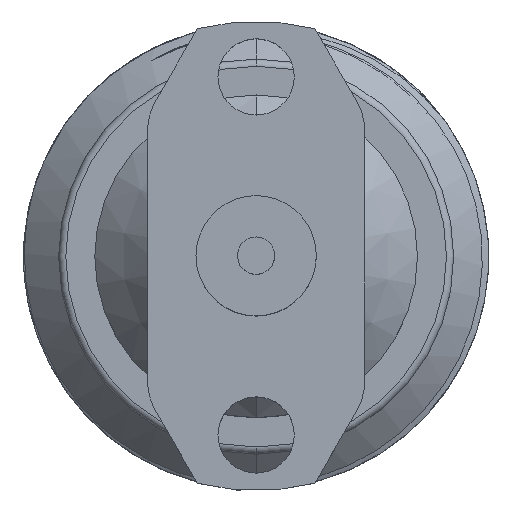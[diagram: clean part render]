
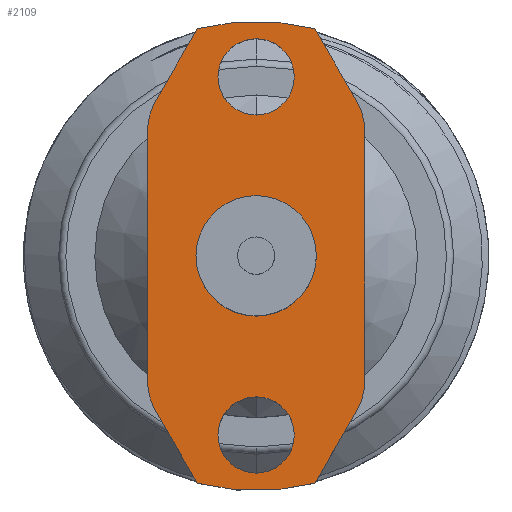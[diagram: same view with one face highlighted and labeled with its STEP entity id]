
A CAD part, top view. The second image highlights one B-rep face of the part: STEP entity #2109.
In plain terms, the highlighted planar face has unit normal (0, 0, 1).
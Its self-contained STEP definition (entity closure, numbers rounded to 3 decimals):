
#93=CARTESIAN_POINT('',(0.,6.1,1.6));
#94=DIRECTION('',(0.,0.,-1.));
#95=DIRECTION('',(1.,0.,0.));
#96=AXIS2_PLACEMENT_3D('',#93,#94,#95);
#98=CARTESIAN_POINT('',(0.,6.1,1.6));
#99=DIRECTION('',(0.,0.,-1.));
#100=DIRECTION('',(-1.,0.,0.));
#101=AXIS2_PLACEMENT_3D('',#98,#99,#100);
#103=CARTESIAN_POINT('',(0.,-6.1,1.6));
#104=DIRECTION('',(0.,0.,-1.));
#105=DIRECTION('',(1.,0.,0.));
#106=AXIS2_PLACEMENT_3D('',#103,#104,#105);
#108=CARTESIAN_POINT('',(0.,-6.1,1.6));
#109=DIRECTION('',(0.,0.,-1.));
#110=DIRECTION('',(-1.,0.,0.));
#111=AXIS2_PLACEMENT_3D('',#108,#109,#110);
#113=CARTESIAN_POINT('',(1.7,4.266,1.6));
#114=DIRECTION('',(0.,0.,1.));
#115=DIRECTION('',(1.,0.,0.));
#116=AXIS2_PLACEMENT_3D('',#113,#114,#115);
#118=DIRECTION('',(0.,1.,0.));
#119=VECTOR('',#118,8.531);
#120=CARTESIAN_POINT('',(3.7,-4.266,1.6));
#121=LINE('',#120,#119);
#122=CARTESIAN_POINT('',(1.7,-4.266,1.6));
#123=DIRECTION('',(0.,0.,1.));
#124=DIRECTION('',(0.866,-0.5,0.));
#125=AXIS2_PLACEMENT_3D('',#122,#123,#124);
#127=DIRECTION('',(0.5,0.866,0.));
#128=VECTOR('',#127,2.864);
#129=CARTESIAN_POINT('',(2.,-7.746,1.6));
#130=LINE('',#129,#128);
#131=CARTESIAN_POINT('',(0.,0.,1.6));
#132=DIRECTION('',(0.,0.,1.));
#133=DIRECTION('',(-0.25,-0.968,0.));
#134=AXIS2_PLACEMENT_3D('',#131,#132,#133);
#136=DIRECTION('',(0.5,-0.866,0.));
#137=VECTOR('',#136,2.864);
#138=CARTESIAN_POINT('',(-3.432,-5.266,1.6));
#139=LINE('',#138,#137);
#140=CARTESIAN_POINT('',(-1.7,-4.266,1.6));
#141=DIRECTION('',(0.,0.,1.));
#142=DIRECTION('',(-1.,0.,0.));
#143=AXIS2_PLACEMENT_3D('',#140,#141,#142);
#145=DIRECTION('',(0.,-1.,0.));
#146=VECTOR('',#145,8.531);
#147=CARTESIAN_POINT('',(-3.7,4.266,1.6));
#148=LINE('',#147,#146);
#149=CARTESIAN_POINT('',(-1.7,4.266,1.6));
#150=DIRECTION('',(0.,0.,1.));
#151=DIRECTION('',(-0.866,0.5,0.));
#152=AXIS2_PLACEMENT_3D('',#149,#150,#151);
#154=DIRECTION('',(-0.5,-0.866,0.));
#155=VECTOR('',#154,2.864);
#156=CARTESIAN_POINT('',(-2.,7.746,1.6));
#157=LINE('',#156,#155);
#158=CARTESIAN_POINT('',(0.,0.,1.6));
#159=DIRECTION('',(0.,0.,1.));
#160=DIRECTION('',(0.25,0.968,0.));
#161=AXIS2_PLACEMENT_3D('',#158,#159,#160);
#163=DIRECTION('',(-0.5,0.866,0.));
#164=VECTOR('',#163,2.864);
#165=CARTESIAN_POINT('',(3.432,5.266,1.6));
#166=LINE('',#165,#164);
#167=CARTESIAN_POINT('',(0.,0.,1.6));
#168=DIRECTION('',(0.,0.,1.));
#169=DIRECTION('',(0.,-1.,0.));
#170=AXIS2_PLACEMENT_3D('',#167,#168,#169);
#172=CARTESIAN_POINT('',(0.,0.,1.6));
#173=DIRECTION('',(0.,0.,1.));
#174=DIRECTION('',(0.,1.,0.));
#175=AXIS2_PLACEMENT_3D('',#172,#173,#174);
#1763=CARTESIAN_POINT('',(1.3,6.1,1.6));
#1764=CARTESIAN_POINT('',(-1.3,6.1,1.6));
#1765=VERTEX_POINT('',#1763);
#1766=VERTEX_POINT('',#1764);
#1767=CARTESIAN_POINT('',(1.3,-6.1,1.6));
#1768=CARTESIAN_POINT('',(-1.3,-6.1,1.6));
#1769=VERTEX_POINT('',#1767);
#1770=VERTEX_POINT('',#1768);
#1771=CARTESIAN_POINT('',(3.7,4.266,1.6));
#1772=CARTESIAN_POINT('',(3.432,5.266,1.6));
#1773=VERTEX_POINT('',#1771);
#1774=VERTEX_POINT('',#1772);
#1775=CARTESIAN_POINT('',(2.,7.746,1.6));
#1776=VERTEX_POINT('',#1775);
#1777=CARTESIAN_POINT('',(-2.,7.746,1.6));
#1778=VERTEX_POINT('',#1777);
#1779=CARTESIAN_POINT('',(-3.432,5.266,1.6));
#1780=VERTEX_POINT('',#1779);
#1781=CARTESIAN_POINT('',(-3.7,4.266,1.6));
#1782=VERTEX_POINT('',#1781);
#1783=CARTESIAN_POINT('',(-3.7,-4.266,1.6));
#1784=VERTEX_POINT('',#1783);
#1785=CARTESIAN_POINT('',(-3.432,-5.266,1.6));
#1786=VERTEX_POINT('',#1785);
#1787=CARTESIAN_POINT('',(-2.,-7.746,1.6));
#1788=VERTEX_POINT('',#1787);
#1789=CARTESIAN_POINT('',(2.,-7.746,1.6));
#1790=VERTEX_POINT('',#1789);
#1791=CARTESIAN_POINT('',(3.432,-5.266,1.6));
#1792=VERTEX_POINT('',#1791);
#1793=CARTESIAN_POINT('',(3.7,-4.266,1.6));
#1794=VERTEX_POINT('',#1793);
#1807=CARTESIAN_POINT('',(0.,-2.05,1.6));
#1808=CARTESIAN_POINT('',(0.,2.05,1.6));
#1809=VERTEX_POINT('',#1807);
#1810=VERTEX_POINT('',#1808);
#2062=CARTESIAN_POINT('',(0.,0.,1.6));
#2063=DIRECTION('',(0.,0.,1.));
#2064=DIRECTION('',(1.,0.,0.));
#2065=AXIS2_PLACEMENT_3D('',#2062,#2063,#2064);
#2066=PLANE('',#2065);
#2068=ORIENTED_EDGE('',*,*,#2067,.F.);
#2070=ORIENTED_EDGE('',*,*,#2069,.F.);
#2072=ORIENTED_EDGE('',*,*,#2071,.F.);
#2074=ORIENTED_EDGE('',*,*,#2073,.F.);
#2076=ORIENTED_EDGE('',*,*,#2075,.F.);
#2078=ORIENTED_EDGE('',*,*,#2077,.F.);
#2080=ORIENTED_EDGE('',*,*,#2079,.F.);
#2082=ORIENTED_EDGE('',*,*,#2081,.F.);
#2084=ORIENTED_EDGE('',*,*,#2083,.F.);
#2086=ORIENTED_EDGE('',*,*,#2085,.F.);
#2088=ORIENTED_EDGE('',*,*,#2087,.F.);
#2090=ORIENTED_EDGE('',*,*,#2089,.F.);
#2091=EDGE_LOOP('',(#2068,#2070,#2072,#2074,#2076,#2078,#2080,#2082,#2084,#2086,
#2088,#2090));
#2092=FACE_OUTER_BOUND('',#2091,.F.);
#2094=ORIENTED_EDGE('',*,*,#2093,.F.);
#2096=ORIENTED_EDGE('',*,*,#2095,.F.);
#2097=EDGE_LOOP('',(#2094,#2096));
#2098=FACE_BOUND('',#2097,.F.);
#2099=ORIENTED_EDGE('',*,*,#2042,.F.);
#2100=ORIENTED_EDGE('',*,*,#2056,.F.);
#2101=EDGE_LOOP('',(#2099,#2100));
#2102=FACE_BOUND('',#2101,.F.);
#2104=ORIENTED_EDGE('',*,*,#2103,.T.);
#2106=ORIENTED_EDGE('',*,*,#2105,.T.);
#2107=EDGE_LOOP('',(#2104,#2106));
#2108=FACE_BOUND('',#2107,.F.);
#97=CIRCLE('',#96,1.3);
#102=CIRCLE('',#101,1.3);
#107=CIRCLE('',#106,1.3);
#112=CIRCLE('',#111,1.3);
#117=CIRCLE('',#116,2.);
#126=CIRCLE('',#125,2.);
#135=CIRCLE('',#134,8.);
#144=CIRCLE('',#143,2.);
#153=CIRCLE('',#152,2.);
#162=CIRCLE('',#161,8.);
#171=CIRCLE('',#170,2.05);
#176=CIRCLE('',#175,2.05);
#2042=EDGE_CURVE('',#1765,#1766,#97,.T.);
#2056=EDGE_CURVE('',#1766,#1765,#102,.T.);
#2067=EDGE_CURVE('',#1773,#1774,#117,.T.);
#2069=EDGE_CURVE('',#1794,#1773,#121,.T.);
#2071=EDGE_CURVE('',#1792,#1794,#126,.T.);
#2073=EDGE_CURVE('',#1790,#1792,#130,.T.);
#2075=EDGE_CURVE('',#1788,#1790,#135,.T.);
#2077=EDGE_CURVE('',#1786,#1788,#139,.T.);
#2079=EDGE_CURVE('',#1784,#1786,#144,.T.);
#2081=EDGE_CURVE('',#1782,#1784,#148,.T.);
#2083=EDGE_CURVE('',#1780,#1782,#153,.T.);
#2085=EDGE_CURVE('',#1778,#1780,#157,.T.);
#2087=EDGE_CURVE('',#1776,#1778,#162,.T.);
#2089=EDGE_CURVE('',#1774,#1776,#166,.T.);
#2093=EDGE_CURVE('',#1769,#1770,#107,.T.);
#2095=EDGE_CURVE('',#1770,#1769,#112,.T.);
#2103=EDGE_CURVE('',#1809,#1810,#171,.T.);
#2105=EDGE_CURVE('',#1810,#1809,#176,.T.);
#2109=ADVANCED_FACE('',(#2092,#2098,#2102,#2108),#2066,.T.);
